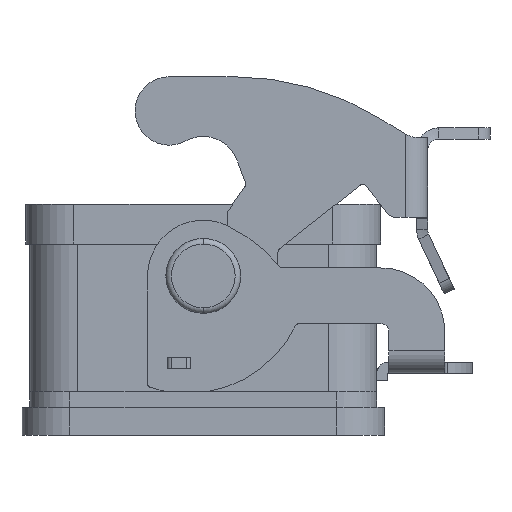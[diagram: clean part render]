
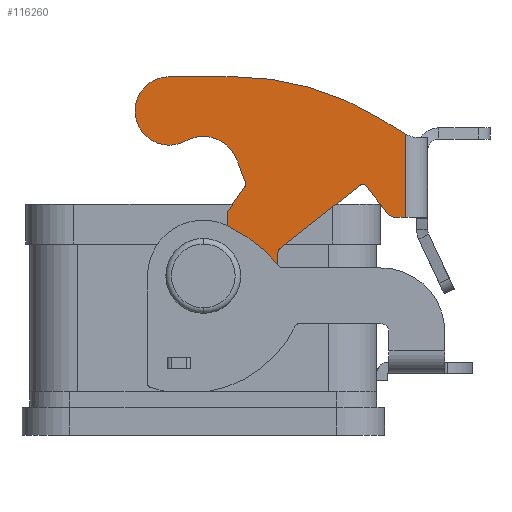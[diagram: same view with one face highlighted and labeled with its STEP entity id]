
A CAD part, left-side view. The second image highlights one B-rep face of the part: STEP entity #116260.
In plain terms, the highlighted planar face has unit normal (-1, 0, 0).
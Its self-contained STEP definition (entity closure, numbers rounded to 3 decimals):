
#113560=CARTESIAN_POINT('',(-39.5,4.5,-10.138));
#113570=DIRECTION('',(0.,-1.,0.));
#113580=VECTOR('',#113570,2.9);
#113590=LINE('',#113560,#113580);
#113600=CARTESIAN_POINT('',(-39.5,4.5,-10.138));
#113610=VERTEX_POINT('',#113600);
#113620=CARTESIAN_POINT('',(-39.5,1.6,-10.138));
#113630=VERTEX_POINT('',#113620);
#113640=EDGE_CURVE('',#113610,#113630,#113590,.T.);
#113930=CARTESIAN_POINT('',(-39.5,-25.578,9.621));
#113940=DIRECTION('',(1.,-0.,0.));
#113950=DIRECTION('',(0.,0.,-1.));
#113960=AXIS2_PLACEMENT_3D('',#113930,#113940,#113950);
#113970=PLANE('',#113960);
#113980=CARTESIAN_POINT('',(-39.5,4.5,-10.138));
#113990=DIRECTION('',(0.,0.,1.));
#114000=VECTOR('',#113990,0.138);
#114010=LINE('',#113980,#114000);
#114020=CARTESIAN_POINT('',(-39.5,4.5,-10.));
#114030=VERTEX_POINT('',#114020);
#114040=EDGE_CURVE('',#113610,#114030,#114010,.T.);
#114050=ORIENTED_EDGE('',*,*,#114040,.F.);
#114060=CARTESIAN_POINT('',(-39.5,4.5,-10.));
#114070=DIRECTION('',(0.,1.,0.));
#114080=VECTOR('',#114070,0.8);
#114090=LINE('',#114060,#114080);
#114100=CARTESIAN_POINT('',(-39.5,5.3,-10.));
#114110=VERTEX_POINT('',#114100);
#114120=EDGE_CURVE('',#114030,#114110,#114090,.T.);
#114130=ORIENTED_EDGE('',*,*,#114120,.F.);
#114140=CARTESIAN_POINT('',(-39.5,5.3,-9.8));
#114150=DIRECTION('',(1.,0.,0.));
#114160=DIRECTION('',(0.,0.,-1.));
#114170=AXIS2_PLACEMENT_3D('',#114140,#114150,#114160);
#114180=CIRCLE('',#114170,0.2);
#114190=CARTESIAN_POINT('',(-39.5,5.5,-9.8));
#114200=VERTEX_POINT('',#114190);
#114210=EDGE_CURVE('',#114110,#114200,#114180,.T.);
#114220=ORIENTED_EDGE('',*,*,#114210,.F.);
#114230=CARTESIAN_POINT('',(-39.5,5.5,-9.8));
#114240=DIRECTION('',(0.,0.,1.));
#114250=VECTOR('',#114240,2.988);
#114260=LINE('',#114230,#114250);
#114270=CARTESIAN_POINT('',(-39.5,5.5,-6.812));
#114280=VERTEX_POINT('',#114270);
#114290=EDGE_CURVE('',#114200,#114280,#114260,.T.);
#114300=ORIENTED_EDGE('',*,*,#114290,.F.);
#114310=CARTESIAN_POINT('',(-39.5,4.5,-6.812));
#114320=DIRECTION('',(1.,0.,0.));
#114330=DIRECTION('',(0.,1.,0.));
#114340=AXIS2_PLACEMENT_3D('',#114310,#114320,#114330);
#114350=CIRCLE('',#114340,1.);
#114360=CARTESIAN_POINT('',(-39.5,4.759,-5.846));
#114370=VERTEX_POINT('',#114360);
#114380=EDGE_CURVE('',#114280,#114370,#114350,.T.);
#114390=ORIENTED_EDGE('',*,*,#114380,.F.);
#114400=CARTESIAN_POINT('',(-39.5,4.759,-5.846));
#114410=DIRECTION('',(0.,-0.966,0.259));
#114420=VECTOR('',#114410,7.265);
#114430=LINE('',#114400,#114420);
#114440=CARTESIAN_POINT('',(-39.5,-2.259,-3.966));
#114450=VERTEX_POINT('',#114440);
#114460=EDGE_CURVE('',#114370,#114450,#114430,.T.);
#114470=ORIENTED_EDGE('',*,*,#114460,.F.);
#114480=CARTESIAN_POINT('',(-39.5,-2.,-3.));
#114490=DIRECTION('',(-1.,0.,0.));
#114500=DIRECTION('',(0.,1.,0.));
#114510=AXIS2_PLACEMENT_3D('',#114480,#114490,#114500);
#114520=CIRCLE('',#114510,1.);
#114530=CARTESIAN_POINT('',(-39.5,-3.,-3.));
#114540=VERTEX_POINT('',#114530);
#114550=EDGE_CURVE('',#114450,#114540,#114520,.T.);
#114560=ORIENTED_EDGE('',*,*,#114550,.F.);
#114570=CARTESIAN_POINT('',(-39.5,-3.,-3.));
#114580=DIRECTION('',(0.,0.,1.));
#114590=VECTOR('',#114580,11.);
#114600=LINE('',#114570,#114590);
#114610=CARTESIAN_POINT('',(-39.5,-3.,8.));
#114620=VERTEX_POINT('',#114610);
#114630=EDGE_CURVE('',#114540,#114620,#114600,.T.);
#114640=ORIENTED_EDGE('',*,*,#114630,.F.);
#114650=CARTESIAN_POINT('',(-39.5,-3.,8.));
#114660=DIRECTION('',(0.,-0.57,0.822));
#114670=VECTOR('',#114660,3.912);
#114680=LINE('',#114650,#114670);
#114690=CARTESIAN_POINT('',(-39.5,-5.229,11.215));
#114700=VERTEX_POINT('',#114690);
#114710=EDGE_CURVE('',#114620,#114700,#114680,.T.);
#114720=ORIENTED_EDGE('',*,*,#114710,.F.);
#114730=CARTESIAN_POINT('',(-39.5,-4.818,11.5));
#114740=DIRECTION('',(-1.,0.,0.));
#114750=DIRECTION('',(0.,0.938,-0.346));
#114760=AXIS2_PLACEMENT_3D('',#114730,#114740,#114750);
#114770=CIRCLE('',#114760,0.5);
#114780=CARTESIAN_POINT('',(-39.5,-5.287,11.673));
#114790=VERTEX_POINT('',#114780);
#114800=EDGE_CURVE('',#114700,#114790,#114770,.T.);
#114810=ORIENTED_EDGE('',*,*,#114800,.F.);
#114820=CARTESIAN_POINT('',(-39.5,-5.287,11.673));
#114830=DIRECTION('',(0.,0.346,0.938));
#114840=VECTOR('',#114830,3.076);
#114850=LINE('',#114820,#114840);
#114860=CARTESIAN_POINT('',(-39.5,-4.221,14.559));
#114870=VERTEX_POINT('',#114860);
#114880=EDGE_CURVE('',#114790,#114870,#114850,.T.);
#114890=ORIENTED_EDGE('',*,*,#114880,.F.);
#114900=CARTESIAN_POINT('',(-39.5,0.,13.));
#114910=DIRECTION('',(-1.,0.,0.));
#114920=DIRECTION('',(0.,-0.484,-0.875));
#114930=AXIS2_PLACEMENT_3D('',#114900,#114910,#114920);
#114940=CIRCLE('',#114930,4.5);
#114950=CARTESIAN_POINT('',(-39.5,2.179,16.938));
#114960=VERTEX_POINT('',#114950);
#114970=EDGE_CURVE('',#114870,#114960,#114940,.T.);
#114980=ORIENTED_EDGE('',*,*,#114970,.F.);
#114990=CARTESIAN_POINT('',(-39.5,4.26,20.7));
#115000=DIRECTION('',(1.,0.,0.));
#115010=DIRECTION('',(0.,-0.484,-0.875));
#115020=AXIS2_PLACEMENT_3D('',#114990,#115000,#115010);
#115030=CIRCLE('',#115020,4.3);
#115040=CARTESIAN_POINT('',(-39.5,4.26,25.));
#115050=VERTEX_POINT('',#115040);
#115060=EDGE_CURVE('',#114960,#115050,#115030,.T.);
#115070=ORIENTED_EDGE('',*,*,#115060,.F.);
#115080=CARTESIAN_POINT('',(-39.5,4.26,25.));
#115090=DIRECTION('',(0.,-1.,0.));
#115100=VECTOR('',#115090,8.);
#115110=LINE('',#115080,#115100);
#115120=CARTESIAN_POINT('',(-39.5,-3.74,25.));
#115130=VERTEX_POINT('',#115120);
#115140=EDGE_CURVE('',#115050,#115130,#115110,.T.);
#115150=ORIENTED_EDGE('',*,*,#115140,.F.);
#115160=CARTESIAN_POINT('',(-39.5,-3.74,-10.));
#115170=DIRECTION('',(1.,0.,0.));
#115180=DIRECTION('',(0.,0.,1.));
#115190=AXIS2_PLACEMENT_3D('',#115160,#115170,#115180);
#115200=CIRCLE('',#115190,35.);
#115210=CARTESIAN_POINT('',(-39.5,-22.025,19.843));
#115220=VERTEX_POINT('',#115210);
#115230=EDGE_CURVE('',#115130,#115220,#115200,.T.);
#115240=ORIENTED_EDGE('',*,*,#115230,.F.);
#115250=CARTESIAN_POINT('',(-39.5,-22.025,19.843));
#115260=DIRECTION('',(0.,-0.853,-0.522));
#115270=VECTOR('',#115260,3.919);
#115280=LINE('',#115250,#115270);
#115290=CARTESIAN_POINT('',(-39.5,-25.367,17.796));
#115300=VERTEX_POINT('',#115290);
#115310=EDGE_CURVE('',#115220,#115300,#115280,.T.);
#115320=ORIENTED_EDGE('',*,*,#115310,.F.);
#115330=CARTESIAN_POINT('',(-39.5,-25.367,7.361));
#115340=DIRECTION('',(0.,0.,1.));
#115350=VECTOR('',#115340,10.435);
#115360=LINE('',#115330,#115350);
#115370=CARTESIAN_POINT('',(-39.5,-25.367,7.361));
#115380=VERTEX_POINT('',#115370);
#115390=EDGE_CURVE('',#115380,#115300,#115360,.T.);
#115400=ORIENTED_EDGE('',*,*,#115390,.T.);
#115410=CARTESIAN_POINT('',(-39.5,-25.367,7.361));
#115420=DIRECTION('',(0.,1.,0.));
#115430=VECTOR('',#115420,1.367);
#115440=LINE('',#115410,#115430);
#115450=CARTESIAN_POINT('',(-39.5,-24.,7.361));
#115460=VERTEX_POINT('',#115450);
#115470=EDGE_CURVE('',#115380,#115460,#115440,.T.);
#115480=ORIENTED_EDGE('',*,*,#115470,.F.);
#115490=CARTESIAN_POINT('',(-39.5,-24.,8.361));
#115500=DIRECTION('',(1.,0.,0.));
#115510=DIRECTION('',(0.,0.,-1.));
#115520=AXIS2_PLACEMENT_3D('',#115490,#115500,#115510);
#115530=CIRCLE('',#115520,1.);
#115540=CARTESIAN_POINT('',(-39.5,-23.216,7.741));
#115550=VERTEX_POINT('',#115540);
#115560=EDGE_CURVE('',#115460,#115550,#115530,.T.);
#115570=ORIENTED_EDGE('',*,*,#115560,.F.);
#115580=CARTESIAN_POINT('',(-39.5,-23.216,7.741));
#115590=DIRECTION('',(0.,0.62,0.784));
#115600=VECTOR('',#115590,4.551);
#115610=LINE('',#115580,#115600);
#115620=CARTESIAN_POINT('',(-39.5,-20.392,11.31));
#115630=VERTEX_POINT('',#115620);
#115640=EDGE_CURVE('',#115550,#115630,#115610,.T.);
#115650=ORIENTED_EDGE('',*,*,#115640,.F.);
#115660=CARTESIAN_POINT('',(-39.5,-20.,11.));
#115670=DIRECTION('',(-1.,0.,0.));
#115680=DIRECTION('',(0.,-0.62,-0.784));
#115690=AXIS2_PLACEMENT_3D('',#115660,#115670,#115680);
#115700=CIRCLE('',#115690,0.5);
#115710=CARTESIAN_POINT('',(-39.5,-19.69,11.392));
#115720=VERTEX_POINT('',#115710);
#115730=EDGE_CURVE('',#115630,#115720,#115700,.T.);
#115740=ORIENTED_EDGE('',*,*,#115730,.F.);
#115750=CARTESIAN_POINT('',(-39.5,-19.69,11.392));
#115760=DIRECTION('',(0.,0.784,-0.62));
#115770=VECTOR('',#115760,12.895);
#115780=LINE('',#115750,#115770);
#115790=CARTESIAN_POINT('',(-39.5,-9.576,3.392));
#115800=VERTEX_POINT('',#115790);
#115810=EDGE_CURVE('',#115720,#115800,#115780,.T.);
#115820=ORIENTED_EDGE('',*,*,#115810,.F.);
#115830=CARTESIAN_POINT('',(-39.5,-9.886,3.));
#115840=DIRECTION('',(-1.,0.,0.));
#115850=DIRECTION('',(0.,-0.996,-0.087));
#115860=AXIS2_PLACEMENT_3D('',#115830,#115840,#115850);
#115870=CIRCLE('',#115860,0.5);
#115880=CARTESIAN_POINT('',(-39.5,-9.388,3.044));
#115890=VERTEX_POINT('',#115880);
#115900=EDGE_CURVE('',#115800,#115890,#115870,.T.);
#115910=ORIENTED_EDGE('',*,*,#115900,.F.);
#115920=CARTESIAN_POINT('',(-39.5,-9.388,3.044));
#115930=DIRECTION('',(0.,0.087,-0.996));
#115940=VECTOR('',#115930,4.846);
#115950=LINE('',#115920,#115940);
#115960=CARTESIAN_POINT('',(-39.5,-8.966,-1.784));
#115970=VERTEX_POINT('',#115960);
#115980=EDGE_CURVE('',#115890,#115970,#115950,.T.);
#115990=ORIENTED_EDGE('',*,*,#115980,.F.);
#116000=CARTESIAN_POINT('',(-39.5,0.,-1.));
#116010=DIRECTION('',(1.,0.,0.));
#116020=DIRECTION('',(0.,-0.996,-0.087));
#116030=AXIS2_PLACEMENT_3D('',#116000,#116010,#116020);
#116040=CIRCLE('',#116030,9.);
#116050=CARTESIAN_POINT('',(-39.5,0.,-10.));
#116060=VERTEX_POINT('',#116050);
#116070=EDGE_CURVE('',#115970,#116060,#116040,.T.);
#116080=ORIENTED_EDGE('',*,*,#116070,.F.);
#116090=CARTESIAN_POINT('',(-39.5,0.,-10.));
#116100=DIRECTION('',(0.,1.,0.));
#116110=VECTOR('',#116100,1.6);
#116120=LINE('',#116090,#116110);
#116130=CARTESIAN_POINT('',(-39.5,1.6,-10.));
#116140=VERTEX_POINT('',#116130);
#116150=EDGE_CURVE('',#116060,#116140,#116120,.T.);
#116160=ORIENTED_EDGE('',*,*,#116150,.F.);
#116170=CARTESIAN_POINT('',(-39.5,1.6,-10.));
#116180=DIRECTION('',(0.,0.,-1.));
#116190=VECTOR('',#116180,0.138);
#116200=LINE('',#116170,#116190);
#116210=EDGE_CURVE('',#116140,#113630,#116200,.T.);
#116220=ORIENTED_EDGE('',*,*,#116210,.F.);
#116230=ORIENTED_EDGE('',*,*,#113640,.T.);
#116240=EDGE_LOOP('',(#116230,#116220,#116160,#116080,#115990,#115910,
#115820,#115740,#115650,#115570,#115480,#115400,#115320,#115240,#115150,
#115070,#114980,#114890,#114810,#114720,#114640,#114560,#114470,#114390,
#114300,#114220,#114130,#114050));
#116250=FACE_OUTER_BOUND('',#116240,.T.);
#116260=ADVANCED_FACE('',(#116250),#113970,.F.);
